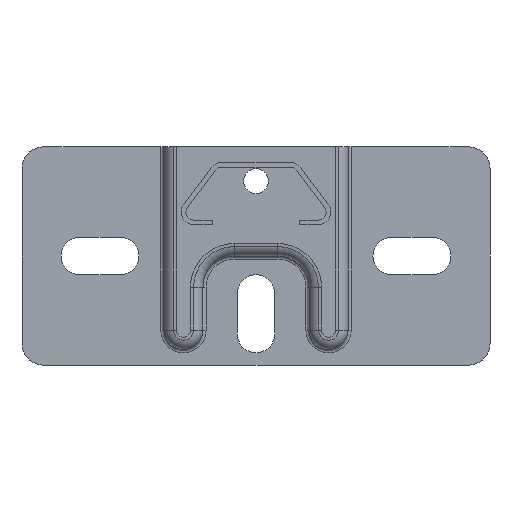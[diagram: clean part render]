
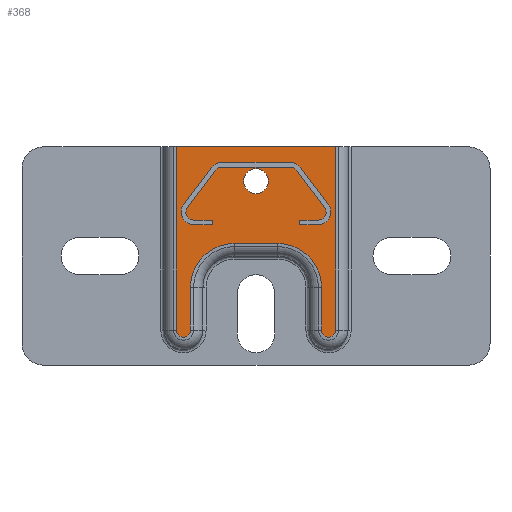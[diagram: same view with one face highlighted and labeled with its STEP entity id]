
A CAD part, front view. The second image highlights one B-rep face of the part: STEP entity #368.
In plain terms, the highlighted planar face has unit normal (0, -1, 0).
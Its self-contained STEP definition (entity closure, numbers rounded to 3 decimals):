
#1 = DIRECTION ( 'NONE',  ( 0., 1., 0. ) ) ;
#44 = CARTESIAN_POINT ( 'NONE',  ( 25.5, -9., 11.25 ) ) ;
#192 = EDGE_CURVE ( 'NONE', #2908, #4193, #3606, .T. ) ;
#285 = DIRECTION ( 'NONE',  ( 0., 1., 0. ) ) ;
#333 = PLANE ( 'NONE',  #8571 ) ;
#368 = ADVANCED_FACE ( 'NONE', ( #9154, #1744 ), #333, .F. ) ;
#386 = EDGE_CURVE ( 'NONE', #3447, #3545, #5543, .T. ) ;
#474 = VECTOR ( 'NONE', #3848, 1000. ) ;
#631 = CARTESIAN_POINT ( 'NONE',  ( -25.5, -9., 11.25 ) ) ;
#731 = CARTESIAN_POINT ( 'NONE',  ( -25.5, -9., 70. ) ) ;
#895 = DIRECTION ( 'NONE',  ( 1., 0., 0. ) ) ;
#922 = DIRECTION ( 'NONE',  ( 0., 1., 0. ) ) ;
#1097 = CARTESIAN_POINT ( 'NONE',  ( -21., -9., 25. ) ) ;
#1153 = CARTESIAN_POINT ( 'NONE',  ( -21., -9., 11.25 ) ) ;
#1329 = ORIENTED_EDGE ( 'NONE', *, *, #8158, .T. ) ;
#1333 = EDGE_CURVE ( 'NONE', #3545, #5307, #5394, .T. ) ;
#1389 = CARTESIAN_POINT ( 'NONE',  ( 4., -9., 59. ) ) ;
#1396 = EDGE_CURVE ( 'NONE', #2626, #5691, #1564, .T. ) ;
#1564 = LINE ( 'NONE', #631, #8528 ) ;
#1599 = CIRCLE ( 'NONE', #8066, 4. ) ;
#1626 = ORIENTED_EDGE ( 'NONE', *, *, #5094, .F. ) ;
#1688 = CARTESIAN_POINT ( 'NONE',  ( 0., -9., 59. ) ) ;
#1690 = DIRECTION ( 'NONE',  ( 0., -1., 0. ) ) ;
#1744 = FACE_OUTER_BOUND ( 'NONE', #5656, .T. ) ;
#1801 = CARTESIAN_POINT ( 'NONE',  ( -23.25, -9., 11.25 ) ) ;
#1874 = AXIS2_PLACEMENT_3D ( 'NONE', #7500, #922, #8050 ) ;
#1884 = ORIENTED_EDGE ( 'NONE', *, *, #6051, .T. ) ;
#2063 = ORIENTED_EDGE ( 'NONE', *, *, #1396, .T. ) ;
#2092 = CARTESIAN_POINT ( 'NONE',  ( 0., -9., 59. ) ) ;
#2171 = CARTESIAN_POINT ( 'NONE',  ( -23.25, -9., 11.25 ) ) ;
#2432 = VECTOR ( 'NONE', #5384, 1000. ) ;
#2449 = DIRECTION ( 'NONE',  ( -1., 0., 0. ) ) ;
#2564 = VECTOR ( 'NONE', #9185, 1000. ) ;
#2626 = VERTEX_POINT ( 'NONE', #731 ) ;
#2664 = EDGE_LOOP ( 'NONE', ( #8775, #1626 ) ) ;
#2846 = VERTEX_POINT ( 'NONE', #4641 ) ;
#2857 = DIRECTION ( 'NONE',  ( -1., 0., 0. ) ) ;
#2908 = VERTEX_POINT ( 'NONE', #1097 ) ;
#2939 = DIRECTION ( 'NONE',  ( 1., 0., 0. ) ) ;
#3432 = EDGE_CURVE ( 'NONE', #5691, #5977, #5381, .T. ) ;
#3447 = VERTEX_POINT ( 'NONE', #7923 ) ;
#3481 = VECTOR ( 'NONE', #5473, 1000. ) ;
#3545 = VERTEX_POINT ( 'NONE', #44 ) ;
#3573 = ORIENTED_EDGE ( 'NONE', *, *, #192, .T. ) ;
#3584 = ORIENTED_EDGE ( 'NONE', *, *, #7669, .T. ) ;
#3606 = CIRCLE ( 'NONE', #1874, 14. ) ;
#3848 = DIRECTION ( 'NONE',  ( 1., 0., 0. ) ) ;
#3891 = VERTEX_POINT ( 'NONE', #6393 ) ;
#3930 = VERTEX_POINT ( 'NONE', #1389 ) ;
#4193 = VERTEX_POINT ( 'NONE', #6827 ) ;
#4215 = VERTEX_POINT ( 'NONE', #5405 ) ;
#4432 = CARTESIAN_POINT ( 'NONE',  ( 7., -9., 25. ) ) ;
#4473 = LINE ( 'NONE', #7735, #2564 ) ;
#4641 = CARTESIAN_POINT ( 'NONE',  ( -4., -9., 59. ) ) ;
#5094 = EDGE_CURVE ( 'NONE', #3930, #2846, #8552, .T. ) ;
#5116 = DIRECTION ( 'NONE',  ( 1., 0., 0. ) ) ;
#5271 = EDGE_CURVE ( 'NONE', #5977, #2908, #9123, .T. ) ;
#5307 = VERTEX_POINT ( 'NONE', #8393 ) ;
#5309 = CARTESIAN_POINT ( 'NONE',  ( -25.5, -9., 11.25 ) ) ;
#5332 = CARTESIAN_POINT ( 'NONE',  ( -21., -9., 11.25 ) ) ;
#5361 = EDGE_CURVE ( 'NONE', #5307, #2626, #4473, .T. ) ;
#5381 = CIRCLE ( 'NONE', #9159, 2.25 ) ;
#5384 = DIRECTION ( 'NONE',  ( 0., 0., -1. ) ) ;
#5394 = LINE ( 'NONE', #9374, #8999 ) ;
#5405 = CARTESIAN_POINT ( 'NONE',  ( 21., -9., 25. ) ) ;
#5473 = DIRECTION ( 'NONE',  ( 0., 0., 1. ) ) ;
#5543 = CIRCLE ( 'NONE', #9071, 2.25 ) ;
#5656 = EDGE_LOOP ( 'NONE', ( #5913, #7665, #9344, #2063, #9175, #6433, #3573, #3584, #1329, #1884 ) ) ;
#5691 = VERTEX_POINT ( 'NONE', #5309 ) ;
#5913 = ORIENTED_EDGE ( 'NONE', *, *, #386, .T. ) ;
#5936 = EDGE_CURVE ( 'NONE', #2846, #3930, #1599, .T. ) ;
#5977 = VERTEX_POINT ( 'NONE', #5332 ) ;
#5983 = AXIS2_PLACEMENT_3D ( 'NONE', #4432, #1, #5116 ) ;
#6051 = EDGE_CURVE ( 'NONE', #4215, #3447, #7893, .T. ) ;
#6054 = DIRECTION ( 'NONE',  ( 1., 0., 0. ) ) ;
#6393 = CARTESIAN_POINT ( 'NONE',  ( 7., -9., 39. ) ) ;
#6433 = ORIENTED_EDGE ( 'NONE', *, *, #5271, .T. ) ;
#6570 = DIRECTION ( 'NONE',  ( 0., 0., -1. ) ) ;
#6713 = DIRECTION ( 'NONE',  ( 0., -1., 0. ) ) ;
#6827 = CARTESIAN_POINT ( 'NONE',  ( -7., -9., 39. ) ) ;
#7062 = DIRECTION ( 'NONE',  ( 0., -1., 0. ) ) ;
#7144 = DIRECTION ( 'NONE',  ( 0., -1., 0. ) ) ;
#7346 = CARTESIAN_POINT ( 'NONE',  ( -23.25, -9., 39. ) ) ;
#7396 = AXIS2_PLACEMENT_3D ( 'NONE', #2092, #7062, #2857 ) ;
#7500 = CARTESIAN_POINT ( 'NONE',  ( -7., -9., 25. ) ) ;
#7665 = ORIENTED_EDGE ( 'NONE', *, *, #1333, .T. ) ;
#7669 = EDGE_CURVE ( 'NONE', #4193, #3891, #7938, .T. ) ;
#7716 = CIRCLE ( 'NONE', #5983, 14. ) ;
#7735 = CARTESIAN_POINT ( 'NONE',  ( -29.5, -9., 70. ) ) ;
#7893 = LINE ( 'NONE', #8285, #2432 ) ;
#7923 = CARTESIAN_POINT ( 'NONE',  ( 21., -9., 11.25 ) ) ;
#7938 = LINE ( 'NONE', #7346, #474 ) ;
#8050 = DIRECTION ( 'NONE',  ( 1., 0., 0. ) ) ;
#8066 = AXIS2_PLACEMENT_3D ( 'NONE', #1688, #6713, #2449 ) ;
#8091 = CARTESIAN_POINT ( 'NONE',  ( 23.25, -9., 11.25 ) ) ;
#8158 = EDGE_CURVE ( 'NONE', #3891, #4215, #7716, .T. ) ;
#8285 = CARTESIAN_POINT ( 'NONE',  ( 21., -9., 11.25 ) ) ;
#8393 = CARTESIAN_POINT ( 'NONE',  ( 25.5, -9., 70. ) ) ;
#8528 = VECTOR ( 'NONE', #6570, 1000. ) ;
#8532 = DIRECTION ( 'NONE',  ( 0., 0., 1. ) ) ;
#8552 = CIRCLE ( 'NONE', #7396, 4. ) ;
#8571 = AXIS2_PLACEMENT_3D ( 'NONE', #1801, #285, #895 ) ;
#8775 = ORIENTED_EDGE ( 'NONE', *, *, #5936, .F. ) ;
#8999 = VECTOR ( 'NONE', #8532, 1000. ) ;
#9071 = AXIS2_PLACEMENT_3D ( 'NONE', #8091, #1690, #6054 ) ;
#9123 = LINE ( 'NONE', #1153, #3481 ) ;
#9154 = FACE_BOUND ( 'NONE', #2664, .T. ) ;
#9159 = AXIS2_PLACEMENT_3D ( 'NONE', #2171, #7144, #2939 ) ;
#9175 = ORIENTED_EDGE ( 'NONE', *, *, #3432, .T. ) ;
#9185 = DIRECTION ( 'NONE',  ( -1., 0., 0. ) ) ;
#9344 = ORIENTED_EDGE ( 'NONE', *, *, #5361, .T. ) ;
#9374 = CARTESIAN_POINT ( 'NONE',  ( 25.5, -9., 11.25 ) ) ;
